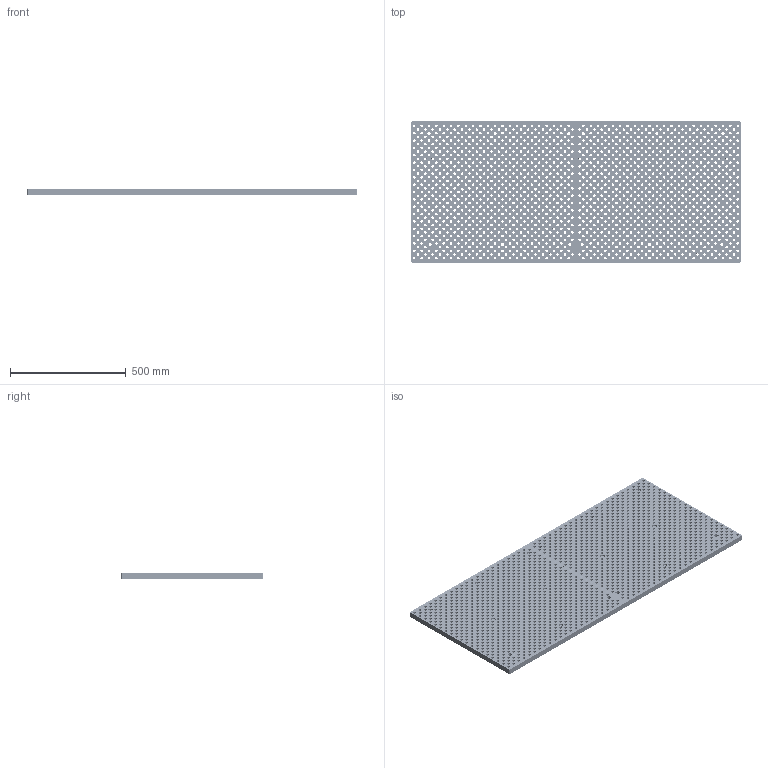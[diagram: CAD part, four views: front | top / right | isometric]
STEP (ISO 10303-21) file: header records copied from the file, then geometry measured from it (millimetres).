
FILE_DESCRIPTION(/* description */ (''),/* implementation_level */ '2;1');
FILE_NAME(/* name */ 'Haas_VF-5-3YT_56x24.step',/* time_stamp */ '2022-03-27T14:54:52-04:00',/* author */ (''),/* organization */ (''),/* preprocessor_version */ 'ST-DEVELOPER v18.1',/* originating_system */ 'Autodesk Translation Framework v10.13.0.1454',/* authorisation */ '');
FILE_SCHEMA (('AUTOMOTIVE_DESIGN { 1 0 10303 214 3 1 1 }'));
Products named in the file (4): VF -3YT -5 Matched Set ALU 7075; Plate Set; Right Plate; Left Plate
Assembly tree (3 placements, depth 3):
  VF -3YT -5 Matched Set ALU 7075
    Plate Set
      Right Plate
      Left Plate
Bounding box: 1422.4 x 609.6 x 24.13 mm (x, y, z)
Volume: 16926309.2 mm3; surface area: 2960622.6 mm2
Topology: 2 solids, 2 shells, 4904 faces, 9816 edges, 6544 vertices
Faces by surface type: cylinder 3260, plane 1644
Full cylindrical faces by diameter (mm): 6.528 x4, 10.808 x1608, 12.713 x835, 12.725 x773, 13.081 x16, 19.939 x16
Entity records: 137423 total; most frequent: DIRECTION 26158, CARTESIAN_POINT 21271, ORIENTED_EDGE 19632, AXIS2_PLACEMENT_3D 11431, EDGE_CURVE 9816, EDGE_LOOP 9780, VERTEX_POINT 6544, CIRCLE 6520
